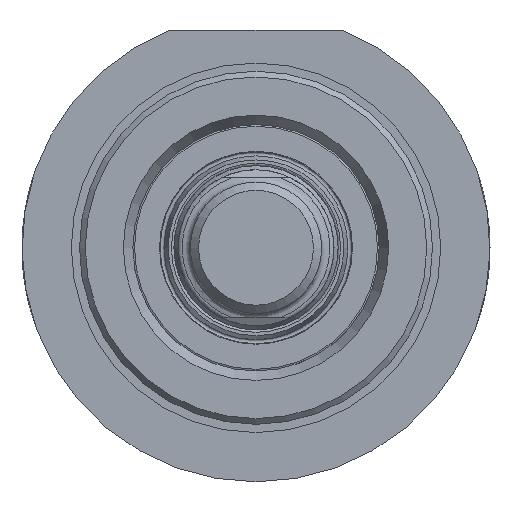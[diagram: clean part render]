
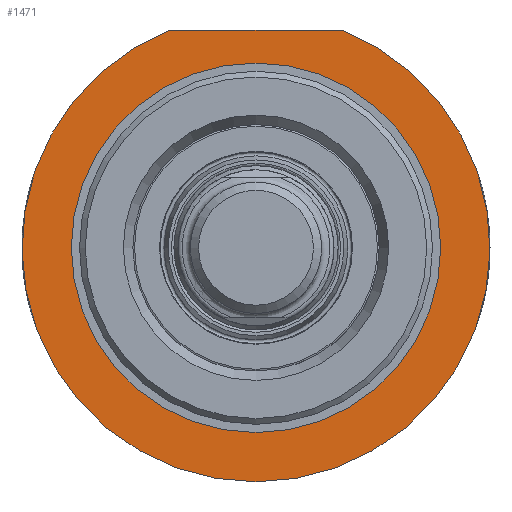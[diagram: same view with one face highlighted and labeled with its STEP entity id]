
A CAD part, front view. The second image highlights one B-rep face of the part: STEP entity #1471.
In plain terms, the highlighted planar face has unit normal (0, -1, 0).
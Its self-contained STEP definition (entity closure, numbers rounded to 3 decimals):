
#1436=CARTESIAN_POINT('',(0.,-83.25,2.273));
#1437=DIRECTION('',(0.0,-1.0,0.0));
#1438=DIRECTION('',(0.0,0.0,-1.0));
#1439=AXIS2_PLACEMENT_3D('',#1436,#1437,#1438);
#1440=PLANE('',#1439);
#1441=CARTESIAN_POINT('',(-10.488,-83.25,26.5));
#1442=VERTEX_POINT('',#1441);
#1443=CARTESIAN_POINT('',(10.488,-83.25,26.5));
#1444=VERTEX_POINT('',#1443);
#1445=CARTESIAN_POINT('',(-10.488,-83.25,26.5));
#1446=DIRECTION('',(1.0,0.0,0.0));
#1447=VECTOR('',#1446,20.976);
#1448=LINE('',#1445,#1447);
#1449=EDGE_CURVE('',#1442,#1444,#1448,.T.);
#1450=ORIENTED_EDGE('',*,*,#1449,.F.);
#1451=CARTESIAN_POINT('',(0.0,-83.25,0.0));
#1452=DIRECTION('',(0.0,1.0,0.0));
#1453=DIRECTION('',(-0.368,0.0,0.93));
#1454=AXIS2_PLACEMENT_3D('',#1451,#1452,#1453);
#1455=CIRCLE('',#1454,28.5);
#1456=EDGE_CURVE('',#1444,#1442,#1455,.T.);
#1457=ORIENTED_EDGE('',*,*,#1456,.F.);
#1458=EDGE_LOOP('',(#1450,#1457));
#1459=FACE_OUTER_BOUND('',#1458,.T.);
#1460=CARTESIAN_POINT('',(0.0,-83.25,22.5));
#1461=VERTEX_POINT('',#1460);
#1462=CARTESIAN_POINT('',(0.0,-83.25,0.0));
#1463=DIRECTION('',(0.0,1.0,0.0));
#1464=DIRECTION('',(0.0,0.0,1.0));
#1465=AXIS2_PLACEMENT_3D('',#1462,#1463,#1464);
#1466=CIRCLE('',#1465,22.5);
#1467=EDGE_CURVE('',#1461,#1461,#1466,.T.);
#1468=ORIENTED_EDGE('',*,*,#1467,.T.);
#1469=EDGE_LOOP('',(#1468));
#1470=FACE_BOUND('',#1469,.T.);
#1471=ADVANCED_FACE('',(#1459,#1470),#1440,.T.);
